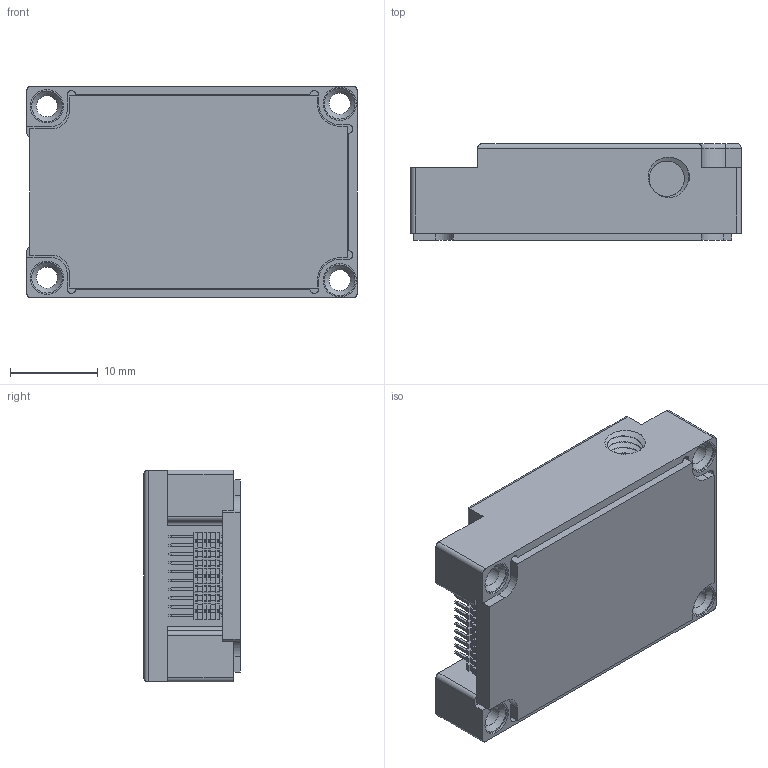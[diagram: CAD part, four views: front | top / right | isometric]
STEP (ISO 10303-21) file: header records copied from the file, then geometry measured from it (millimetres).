
FILE_DESCRIPTION(/* description */ (''),/* implementation_level */ '2;1');
FILE_NAME(/* name */ 'ADIS16448.stp',/* time_stamp */ '2019-11-25T16:21:28-08:00',/* author */ ('Phillips Lenovo'),/* organization */ ('Autodesk Inc.'),/* preprocessor_version */ 'ST-DEVELOPER v18',/* originating_system */ 'Autodesk Inventor 2020',/* authorisation */ '');
FILE_SCHEMA (('AUTOMOTIVE_DESIGN { 1 0 10303 214 3 1 1 }'));
Length unit declared in the file: millimetre
Products named in the file (18): ADIS16448; Horizontal l sensor bd 042011 plate; MW-10-03-X-D-186-065-EP-A; c3dMW-B2; c3dMW-T_FINAL; c3dMW-T_FINAL_1; c3dMW-T_FINAL_2; c3dMW-T_FINAL_3; c3dMW-T_FINAL_4; c3dMW-B_Formula; c3dMW-T_FINAL_5; c3dMW-T_FINAL_6; c3dMW-T_FINAL_7; c3dMW-T_FINAL_8; c3dMW-T_FINAL_9; C3dMWSM-AX-H_SM-A7-H; c3dMW-T; housing 5mm 041411 machined
Assembly tree (27 placements, depth 3):
  ADIS16448
    Horizontal l sensor bd 042011 plate
    MW-10-03-X-D-186-065-EP-A
      C3dMWSM-AX-H_SM-A7-H  x2
      c3dMW-T  x10
      c3dMW-B2
      c3dMW-T_FINAL
      c3dMW-T_FINAL_1
      c3dMW-T_FINAL_2
      c3dMW-T_FINAL_3
      c3dMW-T_FINAL_4
      c3dMW-B_Formula
      c3dMW-T_FINAL_5
      c3dMW-T_FINAL_6
      c3dMW-T_FINAL_7
      c3dMW-T_FINAL_8
      c3dMW-T_FINAL_9
    housing 5mm 041411 machined
Bounding box: 37.7 x 11 x 24.15 mm (x, y, z)
Volume: 4347.7 mm3; surface area: 6424.4 mm2
Topology: 62 solids, 62 shells, 1644 faces, 4125 edges, 2614 vertices
Faces by surface type: plane 1471, cylinder 119, cone 30, torus 22, bspline 2
Full cylindrical faces by diameter (mm): 0.254 x10, 0.508 x4, 0.635 x2, 0.65 x2, 1.39 x4, 1.875 x2, 2 x2, 2.4 x4, 3.8 x4, 4.038 x3
Entity records: 45736 total; most frequent: CARTESIAN_POINT 8630, ORIENTED_EDGE 7582, DIRECTION 7181, EDGE_CURVE 3791, LINE 3473, VECTOR 3473, VERTEX_POINT 2414, AXIS2_PLACEMENT_3D 1854
